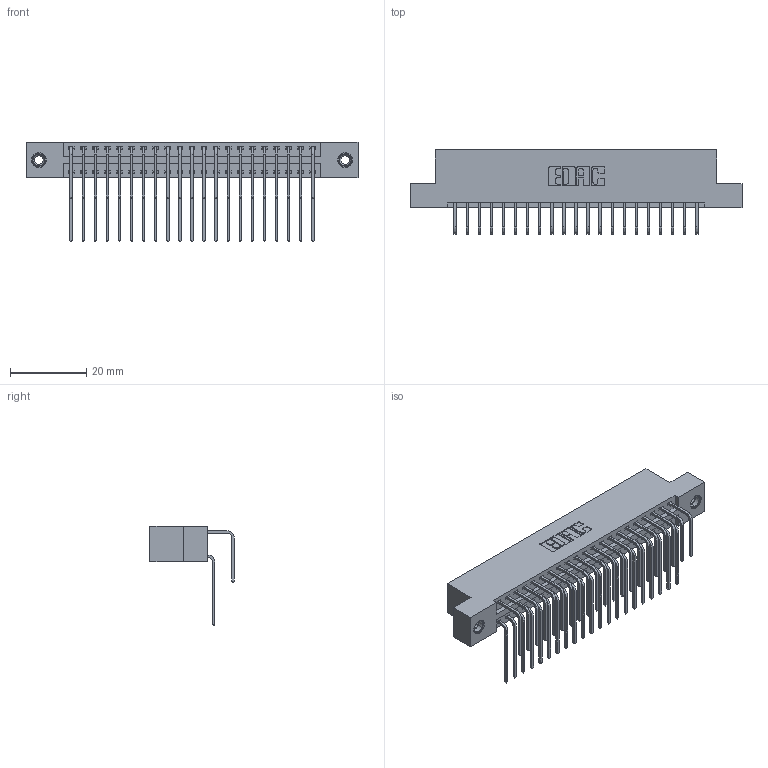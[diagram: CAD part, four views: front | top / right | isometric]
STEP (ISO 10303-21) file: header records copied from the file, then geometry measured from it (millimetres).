
FILE_DESCRIPTION (( 'STEP AP203' ), '1' );
FILE_NAME ('396-042-558-208.STEP', '2018-09-07T01:13:34', ( '' ), ( '' ), 'SwSTEP 2.0', 'SolidWorks 2016', '' );
FILE_SCHEMA (( 'CONFIG_CONTROL_DESIGN' ));
Length unit declared in the file: inch
Products named in the file (5): 345-250-001_345-250-003-102; 396-042-558-208; 346 Part_Flush Mounting Lugs - 0.156 Dia-TI; 345-292-001_558 559 Tail - 1; 345-292-001_558 Tail - 2
Assembly tree (45 placements, depth 2):
  396-042-558-208
    346 Part_Flush Mounting Lugs - 0.156 Dia-TI
    345-292-001_558 559 Tail - 1  x21
    345-292-001_558 Tail - 2  x21
    345-250-001_345-250-003-102  x2
Bounding box: 87.25 x 22.16 x 26.16 mm (x, y, z)
Volume: 8580.5 mm3; surface area: 12646.8 mm2
Topology: 45 solids, 45 shells, 2450 faces, 7227 edges, 4754 vertices
Faces by surface type: plane 1662, cylinder 772, cone 12, torus 4
Entity records: 19502 total; most frequent: CARTESIAN_POINT 3278, ORIENTED_EDGE 3154, DIRECTION 2939, EDGE_CURVE 1577, LINE 1301, VECTOR 1301, VERTEX_POINT 1044, AXIS2_PLACEMENT_3D 819
